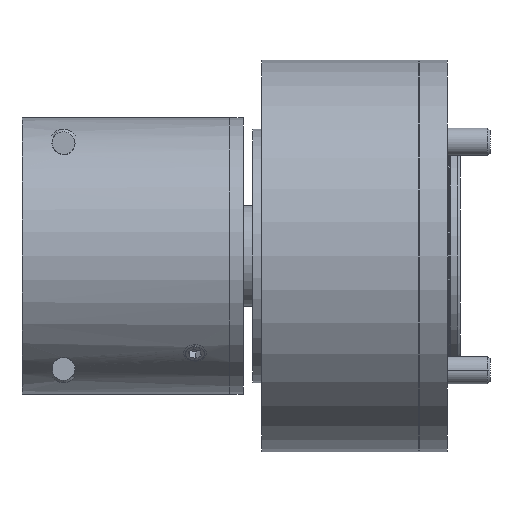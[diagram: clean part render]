
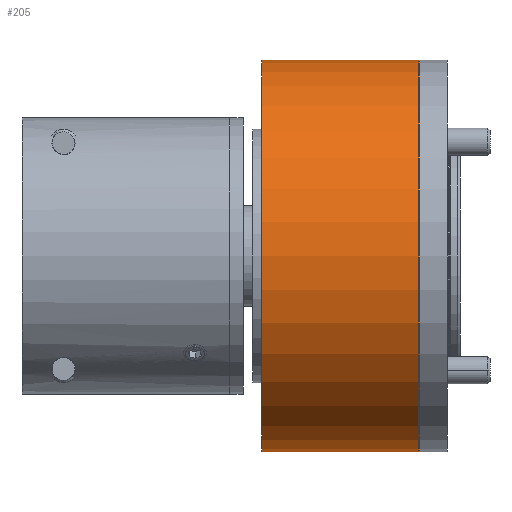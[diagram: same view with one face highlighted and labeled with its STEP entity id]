
A CAD part, front view. The second image highlights one B-rep face of the part: STEP entity #205.
In plain terms, the highlighted cylindrical face has radius 42.5 mm (diameter 85 mm), a partial arc.
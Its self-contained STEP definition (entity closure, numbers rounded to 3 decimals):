
#205 = ADVANCED_FACE ( 'NONE', ( #16397 ), #1239, .T. ) ;
#821 = VERTEX_POINT ( 'NONE', #6176 ) ;
#987 = EDGE_LOOP ( 'NONE', ( #9321, #19034, #13138, #14369 ) ) ;
#1239 = CYLINDRICAL_SURFACE ( 'NONE', #15033, 42.5 ) ;
#2343 = CIRCLE ( 'NONE', #11287, 42.5 ) ;
#2521 = CARTESIAN_POINT ( 'NONE',  ( -39.259, 0., -42.5 ) ) ;
#2530 = CARTESIAN_POINT ( 'NONE',  ( 2.8, 0., 0. ) ) ;
#2767 = EDGE_CURVE ( 'NONE', #10868, #821, #2343, .T. ) ;
#3242 = DIRECTION ( 'NONE',  ( 0., 0., 1. ) ) ;
#3960 = VECTOR ( 'NONE', #10395, 1000. ) ;
#4420 = CARTESIAN_POINT ( 'NONE',  ( -39.259, 0., 42.5 ) ) ;
#4792 = EDGE_CURVE ( 'NONE', #10868, #14819, #7840, .T. ) ;
#4795 = DIRECTION ( 'NONE',  ( -1., 0., 0. ) ) ;
#5519 = DIRECTION ( 'NONE',  ( -1., 0., 0. ) ) ;
#6098 = CARTESIAN_POINT ( 'NONE',  ( 36.8, 0., -42.5 ) ) ;
#6176 = CARTESIAN_POINT ( 'NONE',  ( 36.8, 0., 42.5 ) ) ;
#6251 = DIRECTION ( 'NONE',  ( -1., 0., 0. ) ) ;
#6652 = EDGE_CURVE ( 'NONE', #14819, #13687, #13073, .T. ) ;
#6992 = DIRECTION ( 'NONE',  ( -1., 0., 0. ) ) ;
#7441 = CARTESIAN_POINT ( 'NONE',  ( 2.8, 0., -42.5 ) ) ;
#7840 = LINE ( 'NONE', #2521, #13518 ) ;
#8001 = LINE ( 'NONE', #4420, #3960 ) ;
#8956 = AXIS2_PLACEMENT_3D ( 'NONE', #2530, #6992, #17476 ) ;
#9321 = ORIENTED_EDGE ( 'NONE', *, *, #4792, .F. ) ;
#10395 = DIRECTION ( 'NONE',  ( -1., 0., 0. ) ) ;
#10868 = VERTEX_POINT ( 'NONE', #6098 ) ;
#11287 = AXIS2_PLACEMENT_3D ( 'NONE', #13792, #6251, #3242 ) ;
#13073 = CIRCLE ( 'NONE', #8956, 42.5 ) ;
#13138 = ORIENTED_EDGE ( 'NONE', *, *, #15427, .T. ) ;
#13518 = VECTOR ( 'NONE', #5519, 1000. ) ;
#13687 = VERTEX_POINT ( 'NONE', #13704 ) ;
#13704 = CARTESIAN_POINT ( 'NONE',  ( 2.8, 0., 42.5 ) ) ;
#13792 = CARTESIAN_POINT ( 'NONE',  ( 36.8, 0., 0. ) ) ;
#14369 = ORIENTED_EDGE ( 'NONE', *, *, #6652, .F. ) ;
#14819 = VERTEX_POINT ( 'NONE', #7441 ) ;
#15033 = AXIS2_PLACEMENT_3D ( 'NONE', #18399, #4795, #18469 ) ;
#15427 = EDGE_CURVE ( 'NONE', #821, #13687, #8001, .T. ) ;
#16397 = FACE_OUTER_BOUND ( 'NONE', #987, .T. ) ;
#17476 = DIRECTION ( 'NONE',  ( 0., 0., 1. ) ) ;
#18399 = CARTESIAN_POINT ( 'NONE',  ( -39.259, 0., 0. ) ) ;
#18469 = DIRECTION ( 'NONE',  ( 0., 0., 1. ) ) ;
#19034 = ORIENTED_EDGE ( 'NONE', *, *, #2767, .T. ) ;
